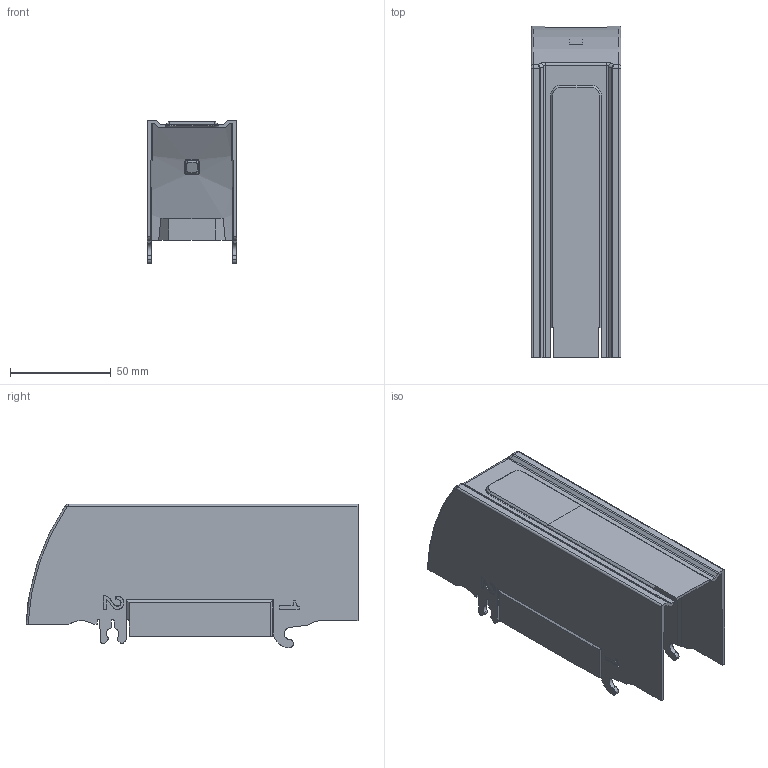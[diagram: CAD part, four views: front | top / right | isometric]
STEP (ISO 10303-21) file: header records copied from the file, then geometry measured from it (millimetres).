
FILE_DESCRIPTION((''),'2;1');
FILE_NAME('CXBY69659_PRT_B_1','2024-09-24T13:05:31',('FIRARAN'),(''),'CREO PARAMETRIC BY PTC INC, 2022364','CREO PARAMETRIC BY PTC INC, 2022364','');
FILE_SCHEMA(('AUTOMOTIVE_DESIGN { 1 0 10303 214 1 1 1 1 }'));
Length unit declared in the file: millimetre
Products named in the file (1): CXBY69659_PRT_B_1
Bounding box: 44.5 x 164.38 x 71 mm (x, y, z)
Volume: 51858.7 mm3; surface area: 58950.2 mm2
Topology: 1 solids, 1 shells, 267 faces, 746 edges, 486 vertices
Faces by surface type: plane 136, cylinder 63, bspline 50, cone 10, torus 4, sphere 2, extrusion 2
Entity records: 13130 total; most frequent: CARTESIAN_POINT 6091, ORIENTED_EDGE 1488, DIRECTION 1102, EDGE_CURVE 744, VERTEX_POINT 486, VECTOR 461, LINE 459, AXIS2_PLACEMENT_3D 319
